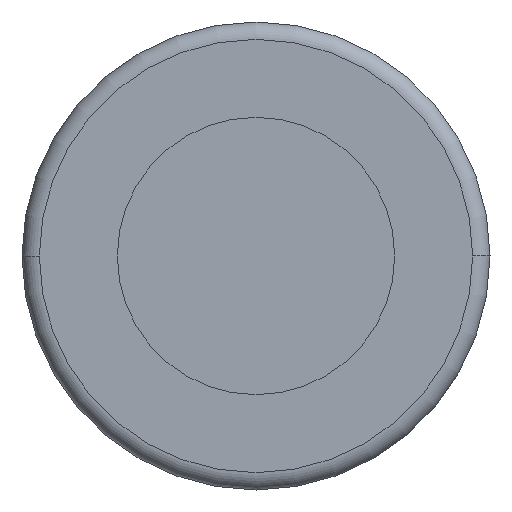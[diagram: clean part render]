
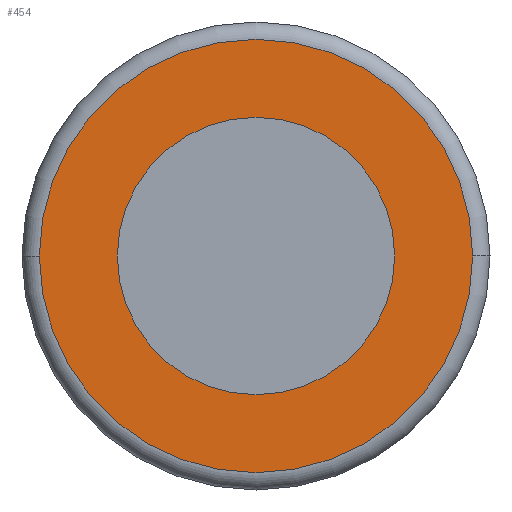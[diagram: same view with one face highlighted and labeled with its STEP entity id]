
A CAD part, front view. The second image highlights one B-rep face of the part: STEP entity #454.
In plain terms, the highlighted planar face has unit normal (0, -1, 0).
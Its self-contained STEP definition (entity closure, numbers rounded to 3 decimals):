
#339=CARTESIAN_POINT('POINT17',(0.,0.,4.));
#340=VERTEX_POINT('VERTEX17',#339);
#348=CARTESIAN_POINT('POINT18',(0.,0.,-4.));
#349=VERTEX_POINT('VERTEX18',#348);
#356=CARTESIAN_POINT('POS42',(0.,0.,0.));
#357=DIRECTION('DIR77',(0.,-1.,0.));
#358=DIRECTION('DIR78',(0.,0.,-1.));
#359=AXIS2_PLACEMENT_3D('AXIS36',#356,#357,#358);
#360=CIRCLE('ELLIPSE23',#359,4.);
#361=EDGE_CURVE('EDGE29',#349,#340,#360,.T.);
#374=CARTESIAN_POINT('POS44',(0.,0.,0.));
#375=DIRECTION('DIR81',(0.,-1.,0.));
#376=DIRECTION('DIR82',(0.,0.,1.));
#377=AXIS2_PLACEMENT_3D('AXIS38',#374,#375,#376);
#378=CIRCLE('ELLIPSE24',#377,4.);
#379=EDGE_CURVE('EDGE30',#340,#349,#378,.T.);
#389=CARTESIAN_POINT('POINT19',(-6.25,0.,0.));
#390=VERTEX_POINT('VERTEX19',#389);
#398=CARTESIAN_POINT('POINT20',(6.25,0.,0.
   ));
#399=VERTEX_POINT('VERTEX20',#398);
#400=CARTESIAN_POINT('POS47',(0.,0.,0.));
#401=DIRECTION('DIR87',(0.,-1.,0.));
#402=DIRECTION('DIR88',(1.,0.,0.));
#403=AXIS2_PLACEMENT_3D('AXIS41',#400,#401,#402);
#404=CIRCLE('ELLIPSE26',#403,6.25);
#405=EDGE_CURVE('EDGE32',#399,#390,#404,.T.);
#424=CARTESIAN_POINT('POS50',(0.,0.,0.))
   ;
#425=DIRECTION('DIR93',(0.,1.,0.));
#426=DIRECTION('DIR94',(1.,0.,0.));
#427=AXIS2_PLACEMENT_3D('AXIS44',#424,#425,#426);
#428=CIRCLE('ELLIPSE28',#427,6.25);
#429=EDGE_CURVE('EDGE34',#399,#390,#428,.T.);
#441=ORIENTED_EDGE('COEDGE65',*,*,#429,.F.);
#442=ORIENTED_EDGE('COEDGE66',*,*,#405,.T.);
#443=EDGE_LOOP('NONE',(#441,#442));
#444=FACE_BOUND('LOOP1',#443,.T.);
#445=ORIENTED_EDGE('COEDGE67',*,*,#379,.F.);
#446=ORIENTED_EDGE('COEDGE68',*,*,#361,.F.);
#447=EDGE_LOOP('NONE',(#445,#446));
#448=FACE_BOUND('LOOP1',#447,.T.);
#449=CARTESIAN_POINT('POS52',(0.,0.,0.));
#450=DIRECTION('DIR97',(0.,-1.,0.));
#451=DIRECTION('DIR98',(1.,0.,0.));
#452=AXIS2_PLACEMENT_3D('AXIS46',#449,#450,#451);
#453=PLANE('PLANE4',#452);
#454=ADVANCED_FACE('FACE18',(#444,#448),#453,.T.);
